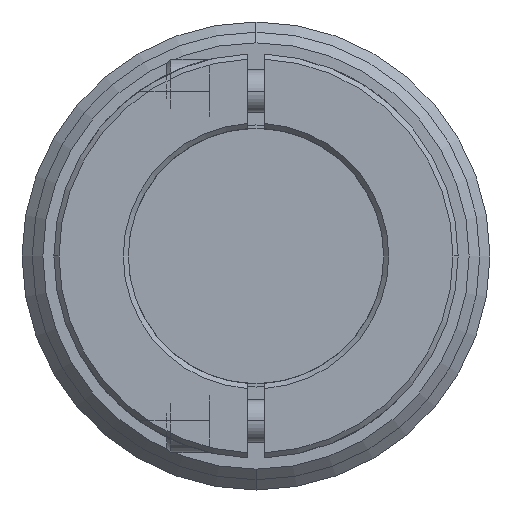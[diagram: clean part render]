
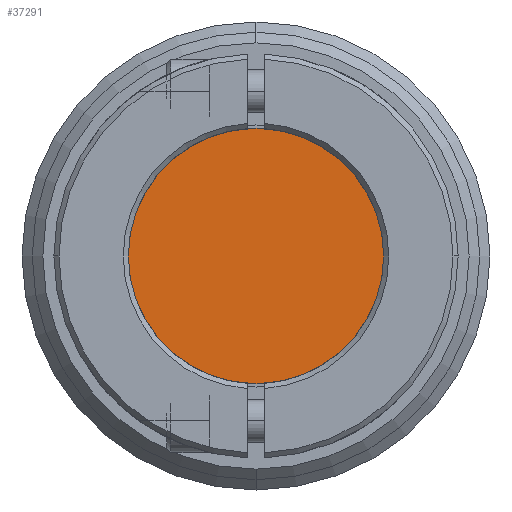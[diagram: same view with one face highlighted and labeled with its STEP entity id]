
A CAD part, left-side view. The second image highlights one B-rep face of the part: STEP entity #37291.
In plain terms, the highlighted planar face has unit normal (-1, 0, 0).
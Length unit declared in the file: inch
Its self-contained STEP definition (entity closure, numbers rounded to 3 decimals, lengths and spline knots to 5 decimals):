
#1762 = AXIS2_PLACEMENT_3D ( 'NONE', #11482, #11451, #11449 ) ;
#11449 = DIRECTION ( 'NONE',  ( 0., 0., 1. ) ) ;
#11451 = DIRECTION ( 'NONE',  ( -1., 0., 0. ) ) ;
#11480 = PLANE ( 'NONE',  #1762 ) ;
#11482 = CARTESIAN_POINT ( 'NONE',  ( -27.5565, 0., 0. ) ) ;
#14308 = CARTESIAN_POINT ( 'NONE',  ( -27.5565, 0., 0.75 ) ) ;
#14469 = CARTESIAN_POINT ( 'NONE',  ( -27.5565, 0., -0.75 ) ) ;
#20143 = EDGE_LOOP ( 'NONE', ( #38544, #38542 ) ) ;
#25780 = CIRCLE ( 'NONE', #29809, 0.75 ) ;
#25783 = CIRCLE ( 'NONE', #29810, 0.75 ) ;
#29809 = AXIS2_PLACEMENT_3D ( 'NONE', #50284, #50286, #50288 ) ;
#29810 = AXIS2_PLACEMENT_3D ( 'NONE', #50290, #50302, #50304 ) ;
#33230 = VERTEX_POINT ( 'NONE', #14469 ) ;
#33367 = VERTEX_POINT ( 'NONE', #14308 ) ;
#36319 = FACE_OUTER_BOUND ( 'NONE', #20143, .T. ) ;
#37291 = ADVANCED_FACE ( 'NONE', ( #36319 ), #11480, .T. ) ;
#38542 = ORIENTED_EDGE ( 'NONE', *, *, #53040, .T. ) ;
#38544 = ORIENTED_EDGE ( 'NONE', *, *, #53037, .T. ) ;
#50284 = CARTESIAN_POINT ( 'NONE',  ( -27.5565, 0., 0. ) ) ;
#50286 = DIRECTION ( 'NONE',  ( -1., 0., 0. ) ) ;
#50288 = DIRECTION ( 'NONE',  ( 0., 0., 1. ) ) ;
#50290 = CARTESIAN_POINT ( 'NONE',  ( -27.5565, 0., 0. ) ) ;
#50302 = DIRECTION ( 'NONE',  ( -1., 0., 0. ) ) ;
#50304 = DIRECTION ( 'NONE',  ( 0., 0., 1. ) ) ;
#53037 = EDGE_CURVE ( 'NONE', #33367, #33230, #25780, .T. ) ;
#53040 = EDGE_CURVE ( 'NONE', #33230, #33367, #25783, .T. ) ;
